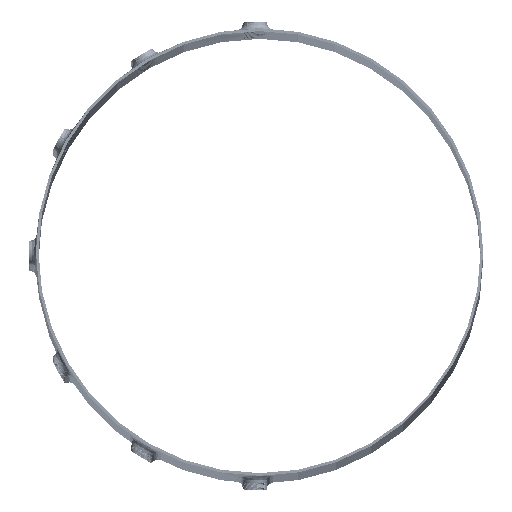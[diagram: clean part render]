
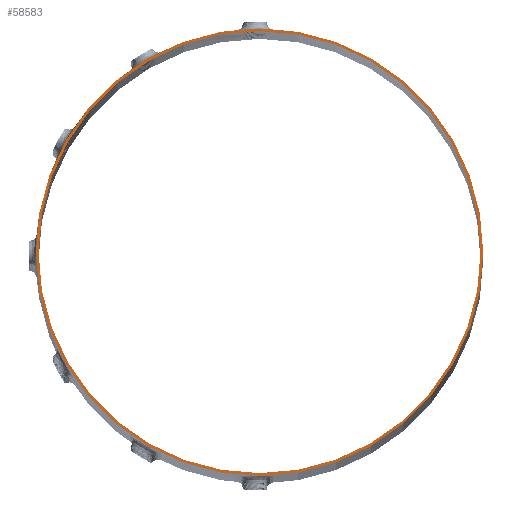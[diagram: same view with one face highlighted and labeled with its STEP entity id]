
A CAD part, top view. The second image highlights one B-rep face of the part: STEP entity #58583.
In plain terms, the highlighted planar face has unit normal (0, 0, 1).
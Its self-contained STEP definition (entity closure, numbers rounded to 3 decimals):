
#688=CIRCLE('',#62386,50.);
#689=CIRCLE('',#62389,50.6);
#924=PLANE('',#62397);
#1839=FACE_OUTER_BOUND('',#6102,.T.);
#6102=EDGE_LOOP('',(#39813,#39814,#39815,#39816));
#11033=LINE('',#88928,#15521);
#11036=LINE('',#88932,#15524);
#15521=VECTOR('',#64455,10.);
#15524=VECTOR('',#64460,10.);
#23584=VERTEX_POINT('',#70550);
#23587=VERTEX_POINT('',#70555);
#24492=VERTEX_POINT('',#79908);
#24493=VERTEX_POINT('',#79910);
#28977=EDGE_CURVE('',#23584,#23587,#688,.T.);
#29888=EDGE_CURVE('',#24492,#24493,#689,.T.);
#30789=EDGE_CURVE('',#23587,#24493,#11033,.T.);
#30792=EDGE_CURVE('',#24492,#23584,#11036,.T.);
#39813=ORIENTED_EDGE('',*,*,#30789,.T.);
#39814=ORIENTED_EDGE('',*,*,#29888,.F.);
#39815=ORIENTED_EDGE('',*,*,#30792,.T.);
#39816=ORIENTED_EDGE('',*,*,#28977,.T.);
#58583=ADVANCED_FACE('',(#1839),#924,.F.);
#62386=AXIS2_PLACEMENT_3D('',#70557,#63531,#63532);
#62389=AXIS2_PLACEMENT_3D('',#79911,#63992,#63993);
#62397=AXIS2_PLACEMENT_3D('',#88934,#64463,#64464);
#63531=DIRECTION('center_axis',(0.,0.,
-1.));
#63532=DIRECTION('ref_axis',(1.,0.,0.));
#63992=DIRECTION('center_axis',(0.,0.,
-1.));
#63993=DIRECTION('ref_axis',(1.,0.,0.));
#64455=DIRECTION('',(1.,0.,0.));
#64460=DIRECTION('',(-1.,0.,0.));
#64463=DIRECTION('center_axis',(0.,0.,
-1.));
#64464=DIRECTION('ref_axis',(-1.,0.,0.));
#70550=CARTESIAN_POINT('',(50.,0.,1000.));
#70555=CARTESIAN_POINT('',(50.,0.001,1000.));
#70557=CARTESIAN_POINT('Origin',(0.,0.,
1000.));
#79908=CARTESIAN_POINT('',(50.6,-0.001,1000.));
#79910=CARTESIAN_POINT('',(50.6,0.001,1000.));
#79911=CARTESIAN_POINT('Origin',(0.,0.,
1000.));
#88928=CARTESIAN_POINT('',(0.,0.,1000.));
#88932=CARTESIAN_POINT('',(0.,0.,1000.));
#88934=CARTESIAN_POINT('Origin',(50.,0.001,
1000.));
